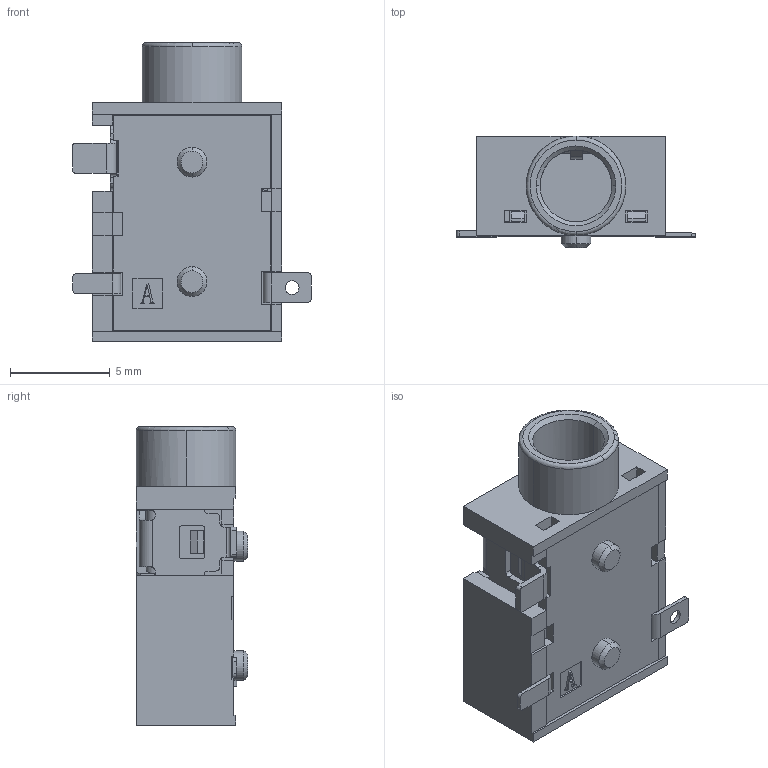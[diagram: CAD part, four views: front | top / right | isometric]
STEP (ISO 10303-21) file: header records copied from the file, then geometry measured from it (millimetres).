
FILE_DESCRIPTION (( 'STEP AP214' ), '1' );
FILE_NAME ('CUI_DEVICES_SJ1-3513-SMT-TR.step', '2023-11-30T17:27:20', ( '' ), ( '' ), 'SwSTEP 2.0', 'SolidWorks 2023', '' );
FILE_SCHEMA (( 'AUTOMOTIVE_DESIGN' ));
Length unit declared in the file: millimetre
Products named in the file (1): CUI_DEVICES_SJ1-3513-SMT-TR
Bounding box: 12 x 5.6 x 15 mm (x, y, z)
Volume: 482.9 mm3; surface area: 863.5 mm2
Topology: 1 solids, 3 shells, 434 faces, 1240 edges, 815 vertices
Faces by surface type: plane 342, cylinder 78, cone 7, bspline 5, torus 2
Entity records: 14213 total; most frequent: CARTESIAN_POINT 2766, ORIENTED_EDGE 2480, DIRECTION 2230, EDGE_CURVE 1240, VECTOR 1040, LINE 1040, VERTEX_POINT 815, AXIS2_PLACEMENT_3D 595
